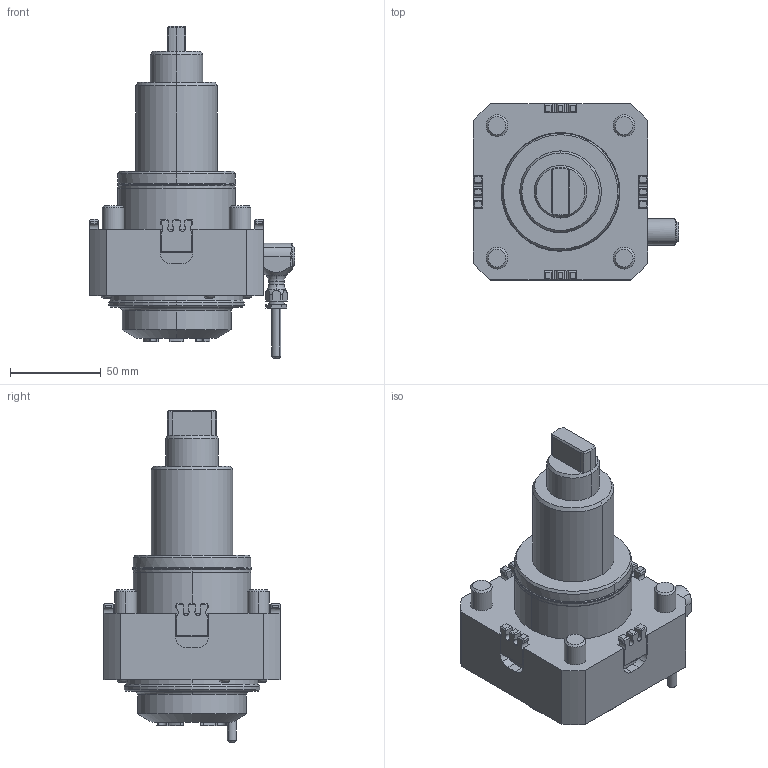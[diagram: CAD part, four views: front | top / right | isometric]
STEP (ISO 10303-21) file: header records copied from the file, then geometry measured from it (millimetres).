
FILE_DESCRIPTION(('HOOPS Exchange Step'),'2;1');
FILE_NAME('Modelcomposition.stp','2024-05-01T11:14:37+00:00',('toolarena-modelservice-ewspro'),('Unknown organisation'),'HOOPS Exchange 2021.2','HOOPS Exchange','Unknown authorisation');
FILE_SCHEMA( ('AP242_MANAGED_MODEL_BASED_3D_ENGINEERING_MIM_LF {1 0 10303 442 1 1 4 }') );
Length unit declared in the file: millimetre
Products named in the file (1): EWS_225969_DIN4003
Bounding box: 113 x 97 x 182.9 mm (x, y, z)
Volume: 615662.1 mm3; surface area: 58041.5 mm2
Topology: 1 solids, 1 shells, 440 faces, 1155 edges, 734 vertices
Faces by surface type: plane 257, cylinder 118, cone 42, torus 18, bspline 5
Entity records: 13946 total; most frequent: CARTESIAN_POINT 2837, DIRECTION 2375, ORIENTED_EDGE 2310, EDGE_CURVE 1155, AXIS2_PLACEMENT_3D 828, VERTEX_POINT 734, VECTOR 719, LINE 719
